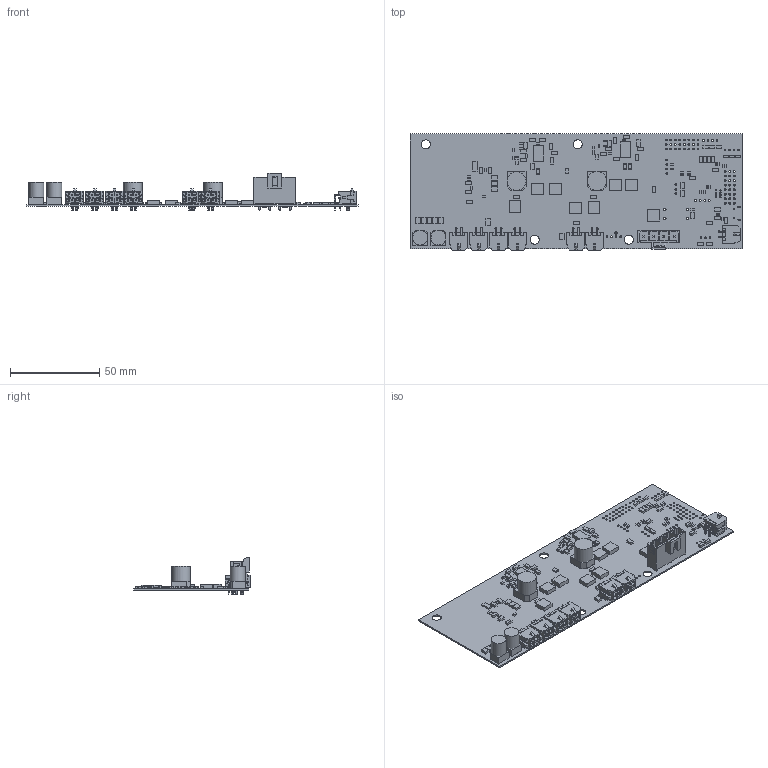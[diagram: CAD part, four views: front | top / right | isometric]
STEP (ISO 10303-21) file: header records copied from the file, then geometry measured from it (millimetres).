
FILE_DESCRIPTION(('Open CASCADE Model'),'2;1');
FILE_NAME('Open CASCADE Shape Model','2020-04-03T16:46:00',('Author'),( 'Open CASCADE'),'Open CASCADE STEP processor 6.8','Open CASCADE 6.8' ,'Unknown');
FILE_SCHEMA(('AUTOMOTIVE_DESIGN { 1 0 10303 214 1 1 1 1 }'));
Length unit declared in the file: millimetre
Products named in the file (168): PCB; Board; R43; 804285200; Extruded; R42; R41; R40; Q17; 804286968; Q16; R39; 804284792; R38; Q15; R21; 1534100352; R18; C1; 804285336; C2; C3; 804285064; C4; C5; C6; C7; C8; C9; C10; C11; C12; C13; C14; 804136432; Cylinder; 804286560; C15; C16; C17 ...
Assembly tree (283 placements, depth 4):
  PCB
    Board
    R43
      804285200
        Extruded
    R42
      804285200
        Extruded
    R41
      804285200
        Extruded
    R40
      804285200
        Extruded
    Q17
      804286968
        Extruded
    Q16
      804286968
        Extruded
    R39
      804284792
        Extruded
    R38
      804284792
        Extruded
    Q15
      804286968
        Extruded
    R21
      1534100352
        Extruded
    R18
      804285200
        Extruded
    C1
      804285336
        Extruded
    C2
      804285336
        Extruded
    C3
      804285064
        Extruded
    C4
      804285336
        Extruded
    C5
      804285336
        Extruded
    C6
      804285336
        Extruded
    C7
      804285336
        Extruded
    C8
      804285064
        Extruded
    C9
Bounding box: 185.8 x 64.95 x 20.73 mm (x, y, z)
Volume: 20542.6 mm3; surface area: 40422 mm2
Topology: 137 solids, 137 shells, 3089 faces, 7770 edges, 5145 vertices
Faces by surface type: plane 2812, cylinder 225, torus 38, cone 14
Full cylindrical faces by diameter (mm): 0.65 x8, 0.8 x3, 0.85 x2, 0.9 x4, 1.016 x60, 1.02 x32, 1.1 x3, 1.25 x1, 1.3 x4, 1.8 x4, 3 x9, 5.08 x4, 8.3 x2, 10.5 x2
Entity records: 29453 total; most frequent: CARTESIAN_POINT 4820, DIRECTION 4710, ORIENTED_EDGE 4218, EDGE_CURVE 2109, LINE 1684, VECTOR 1684, AXIS2_PLACEMENT_3D 1513, VERTEX_POINT 1365
